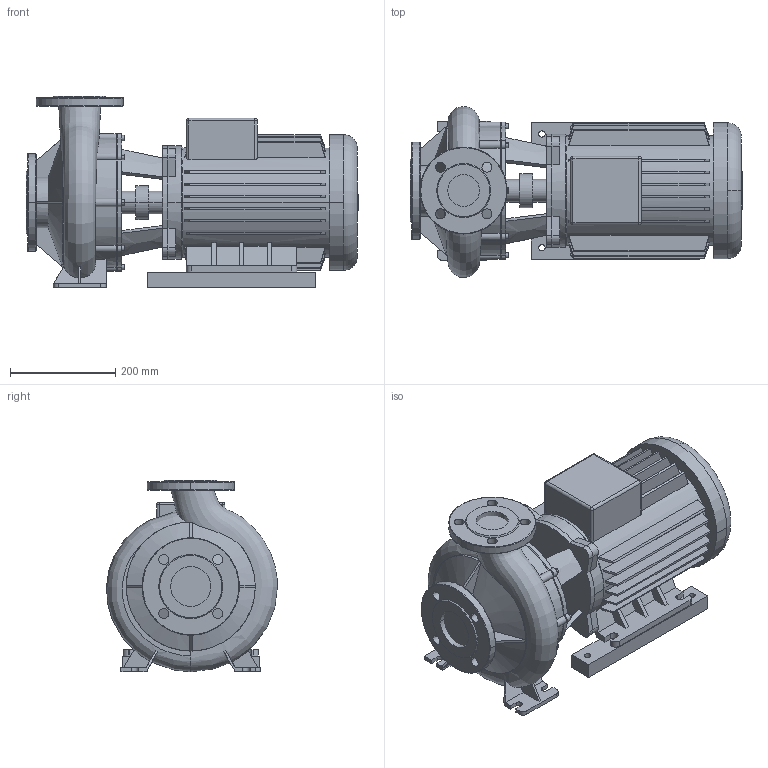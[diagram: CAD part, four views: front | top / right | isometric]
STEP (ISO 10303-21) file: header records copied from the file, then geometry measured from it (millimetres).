
FILE_DESCRIPTION((''),'2;1');
FILE_NAME('3d_BM50_205-17_2-2103506.stp','2011-01-26T14:45:05',(''),(''),'Mechanical Desktop 2008','Mechanical Desktop 2008',', , ');
FILE_SCHEMA(('CONFIG_CONTROL_DESIGN'));
Length unit declared in the file: millimetre
Products named in the file (1): Product
Bounding box: 630.5 x 324.68 x 364 mm (x, y, z)
Volume: 25863129.6 mm3; surface area: 1551431 mm2
Topology: 12 solids, 12 shells, 672 faces, 1743 edges, 1135 vertices
Faces by surface type: plane 318, bspline 192, cylinder 112, cone 44, sphere 4, torus 2
Entity records: 28840 total; most frequent: CARTESIAN_POINT 13105, ORIENTED_EDGE 3478, DIRECTION 2902, EDGE_CURVE 1739, VERTEX_POINT 1135, VECTOR 1036, LINE 1036, AXIS2_PLACEMENT_3D 933
